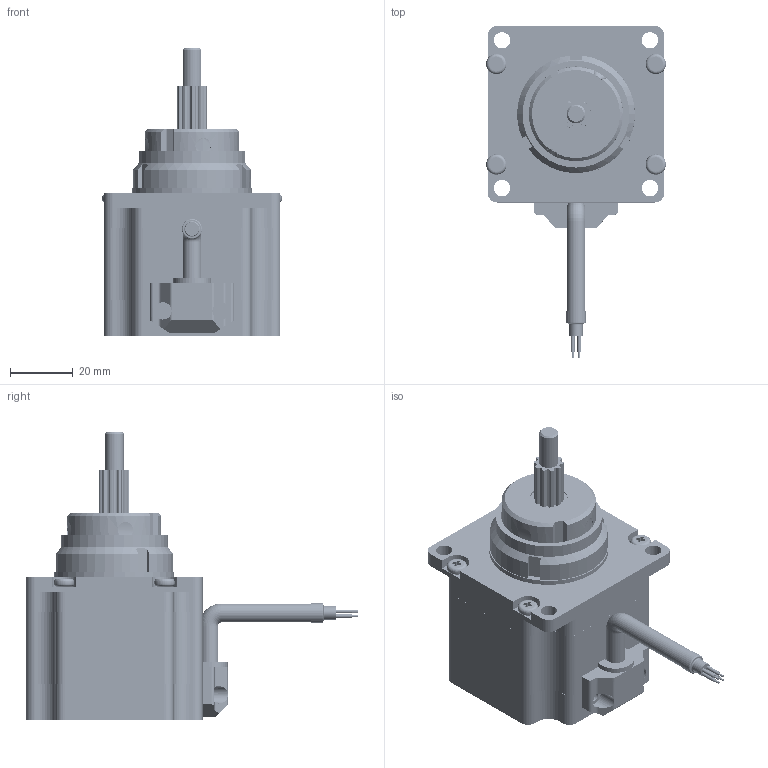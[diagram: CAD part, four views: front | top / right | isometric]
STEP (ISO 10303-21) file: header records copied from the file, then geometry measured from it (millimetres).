
FILE_DESCRIPTION (( 'STEP AP214' ), '1' );
FILE_NAME ('57NC245-T5.08-3-04-12.7-001.STEP', '2024-11-27T07:00:44', ( 'MM' ), ( 'Microsoft' ), 'SwSTEP 2.0', 'SolidWorks 2024', '' );
FILE_SCHEMA (( 'AUTOMOTIVE_DESIGN' ));
Length unit declared in the file: millimetre
Products named in the file (22): 13-57-11_13-57-11; 02-57-45直接出线; 07-57-007（57固定轴卡簧）; 09-57-001（φ30Xφ17X7); 01-57-059（57NC245-S1.27-3004-S19.05)_04-57-002-2; 57NC245-T5.08-3-04-12.7-001; 06-57-013（贯通45电机轴）_01-57-011-1; 07-57-009（57固定轴丝杆-12.7）_03-57-004-7; 07-57-009（57固定轴铝套-12.7）_08-35-006-5; 14-57-004（57单孔出线）; 03-57-009贯通45机身; 10-60-005轴套φ17H3.8; 02-57-45直线贯通; 11-42-003（M3-41配42-48和57-45）; 01-57-001（57直线前盖φ30）_04-57-001-1; 06-57-038（贯通轴注塑塑料）_06-57-034; 07-57-003（57固定轴注塑螺母）; 02-57-23_02-57-23; 08-57-001（57直线电机磁钢）_07-28-001-2; 07-57-002（57固定轴锁紧螺母）; 07-57-009（57固定轴花键-12.7）_01-57-022-3; 03-57-8.5-17_10-57-006-10
Assembly tree (27 placements, depth 4):
  57NC245-T5.08-3-04-12.7-001
    02-57-45直线贯通
      01-57-059（57NC245-S1.27-3004-S19.05)_04-57-002-2
      01-57-001（57直线前盖φ30）_04-57-001-1
      02-57-45直接出线
        02-57-23_02-57-23
        13-57-11_13-57-11  x2
      03-57-009贯通45机身
        06-57-013（贯通45电机轴）_01-57-011-1
        03-57-8.5-17_10-57-006-10  x2
        08-57-001（57直线电机磁钢）_07-28-001-2
      09-57-001（φ30Xφ17X7)  x2
      10-60-005轴套φ17H3.8
      11-42-003（M3-41配42-48和57-45）  x4
      06-57-038（贯通轴注塑塑料）_06-57-034
      14-57-004（57单孔出线）
    07-57-009（57固定轴铝套-12.7）_08-35-006-5
    07-57-002（57固定轴锁紧螺母）
    07-57-003（57固定轴注塑螺母）
    07-57-009（57固定轴花键-12.7）_01-57-022-3
    07-57-007（57固定轴卡簧）
    07-57-009（57固定轴丝杆-12.7）_03-57-004-7
Bounding box: 57.25 x 105.72 x 91.75 mm (x, y, z)
Volume: 107872 mm3; surface area: 99946.1 mm2
Topology: 25 solids, 25 shells, 4190 faces, 12028 edges, 7952 vertices
Faces by surface type: cylinder 2544, plane 1492, cone 84, bspline 48, torus 22
Entity records: 109042 total; most frequent: CARTESIAN_POINT 41767, ORIENTED_EDGE 14426, DIRECTION 13993, EDGE_CURVE 7213, AXIS2_PLACEMENT_3D 4966, VERTEX_POINT 4767, VECTOR 4061, LINE 4061
